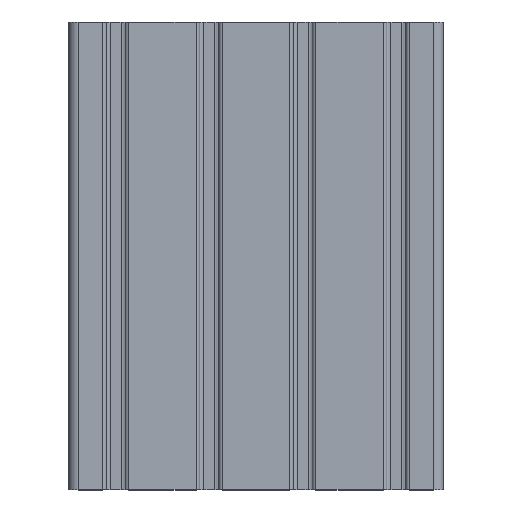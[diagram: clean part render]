
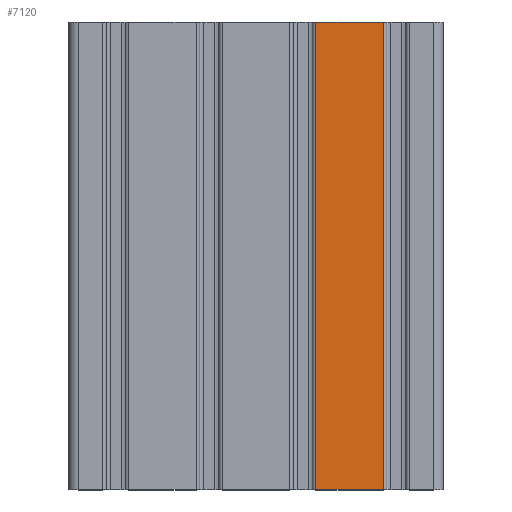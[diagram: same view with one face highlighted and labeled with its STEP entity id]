
A CAD part, top view. The second image highlights one B-rep face of the part: STEP entity #7120.
In plain terms, the highlighted planar face has unit normal (0, 0, 1).
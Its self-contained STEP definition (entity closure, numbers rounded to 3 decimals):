
#8 = LINE ( 'NONE', #4275, #5212 ) ;
#209 = CARTESIAN_POINT ( 'NONE',  ( 0., 200., 20. ) ) ;
#313 = EDGE_CURVE ( 'NONE', #3393, #5808, #5810, .T. ) ;
#500 = DIRECTION ( 'NONE',  ( 1., 0., 0. ) ) ;
#505 = CARTESIAN_POINT ( 'NONE',  ( 54.4, 0., 20. ) ) ;
#1429 = ORIENTED_EDGE ( 'NONE', *, *, #3580, .F. ) ;
#1451 = ORIENTED_EDGE ( 'NONE', *, *, #1524, .T. ) ;
#1524 = EDGE_CURVE ( 'NONE', #3263, #6368, #2230, .T. ) ;
#1935 = DIRECTION ( 'NONE',  ( 1., 0., 0. ) ) ;
#2230 = LINE ( 'NONE', #3181, #3604 ) ;
#2272 = ORIENTED_EDGE ( 'NONE', *, *, #313, .F. ) ;
#2485 = DIRECTION ( 'NONE',  ( 0., -1., 0. ) ) ;
#2521 = DIRECTION ( 'NONE',  ( 0., -1., 0. ) ) ;
#2936 = FACE_OUTER_BOUND ( 'NONE', #6430, .T. ) ;
#2957 = LINE ( 'NONE', #209, #4044 ) ;
#3181 = CARTESIAN_POINT ( 'NONE',  ( 25.6, 0., 20. ) ) ;
#3263 = VERTEX_POINT ( 'NONE', #5615 ) ;
#3393 = VERTEX_POINT ( 'NONE', #3987 ) ;
#3580 = EDGE_CURVE ( 'NONE', #3263, #3393, #2957, .T. ) ;
#3604 = VECTOR ( 'NONE', #2521, 1000. ) ;
#3987 = CARTESIAN_POINT ( 'NONE',  ( 54.4, 200., 20. ) ) ;
#4007 = PLANE ( 'NONE',  #7307 ) ;
#4044 = VECTOR ( 'NONE', #6010, 1000. ) ;
#4275 = CARTESIAN_POINT ( 'NONE',  ( 25.6, 0., 20. ) ) ;
#4621 = EDGE_CURVE ( 'NONE', #6368, #5808, #8, .T. ) ;
#4627 = DIRECTION ( 'NONE',  ( 0., 0., 1. ) ) ;
#5125 = ORIENTED_EDGE ( 'NONE', *, *, #4621, .T. ) ;
#5212 = VECTOR ( 'NONE', #1935, 1000. ) ;
#5546 = CARTESIAN_POINT ( 'NONE',  ( 25.6, 0., 20. ) ) ;
#5615 = CARTESIAN_POINT ( 'NONE',  ( 25.6, 200., 20. ) ) ;
#5805 = CARTESIAN_POINT ( 'NONE',  ( 25.6, 0., 20. ) ) ;
#5808 = VERTEX_POINT ( 'NONE', #505 ) ;
#5810 = LINE ( 'NONE', #7138, #6265 ) ;
#6010 = DIRECTION ( 'NONE',  ( 1., 0., 0. ) ) ;
#6265 = VECTOR ( 'NONE', #2485, 1000. ) ;
#6368 = VERTEX_POINT ( 'NONE', #5546 ) ;
#6430 = EDGE_LOOP ( 'NONE', ( #5125, #2272, #1429, #1451 ) ) ;
#7120 = ADVANCED_FACE ( 'NONE', ( #2936 ), #4007, .T. ) ;
#7138 = CARTESIAN_POINT ( 'NONE',  ( 54.4, 0., 20. ) ) ;
#7307 = AXIS2_PLACEMENT_3D ( 'NONE', #5805, #4627, #500 ) ;
